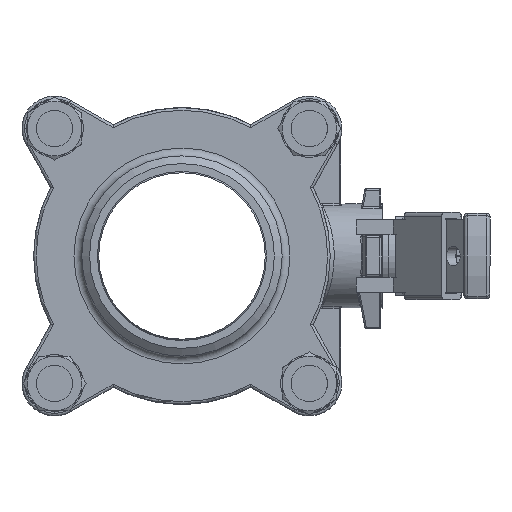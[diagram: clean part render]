
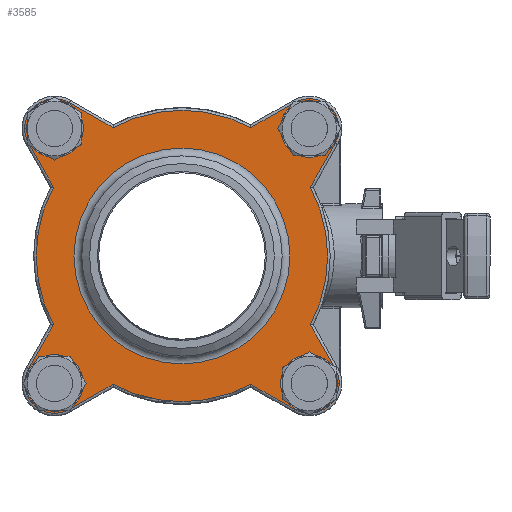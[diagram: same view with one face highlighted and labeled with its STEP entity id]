
A CAD part, front view. The second image highlights one B-rep face of the part: STEP entity #3585.
In plain terms, the highlighted planar face has unit normal (0, -1, 0).
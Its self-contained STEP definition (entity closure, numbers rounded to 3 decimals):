
#3585=ADVANCED_FACE('',(#7170,#7171,#7172,#7173,#7174,#7175),#7176,.T.);
#7170=FACE_BOUND('',#20210,.T.);
#7171=FACE_OUTER_BOUND('',#20211,.T.);
#7172=FACE_BOUND('',#20212,.T.);
#7173=FACE_BOUND('',#20213,.T.);
#7174=FACE_BOUND('',#20214,.T.);
#7175=FACE_BOUND('',#20215,.T.);
#7176=PLANE('',#20216);
#20210=EDGE_LOOP('',(#29727));
#20211=EDGE_LOOP('',(#29728,#29729,#29730,#29731,#29732,#29733,#29734,#29735,#29736,#29737,#29738,#29739,#29740,#29741,#29742,#29743));
#20212=EDGE_LOOP('',(#29744));
#20213=EDGE_LOOP('',(#29745));
#20214=EDGE_LOOP('',(#29746));
#20215=EDGE_LOOP('',(#29747));
#20216=AXIS2_PLACEMENT_3D('',#29748,#29749,#29750);
#29727=ORIENTED_EDGE('',*,*,#35459,.F.);
#29728=ORIENTED_EDGE('',*,*,#35460,.F.);
#29729=ORIENTED_EDGE('',*,*,#35461,.F.);
#29730=ORIENTED_EDGE('',*,*,#35462,.F.);
#29731=ORIENTED_EDGE('',*,*,#35463,.F.);
#29732=ORIENTED_EDGE('',*,*,#35464,.F.);
#29733=ORIENTED_EDGE('',*,*,#35465,.F.);
#29734=ORIENTED_EDGE('',*,*,#35466,.F.);
#29735=ORIENTED_EDGE('',*,*,#35467,.F.);
#29736=ORIENTED_EDGE('',*,*,#35468,.F.);
#29737=ORIENTED_EDGE('',*,*,#35469,.F.);
#29738=ORIENTED_EDGE('',*,*,#35470,.F.);
#29739=ORIENTED_EDGE('',*,*,#35471,.F.);
#29740=ORIENTED_EDGE('',*,*,#35472,.F.);
#29741=ORIENTED_EDGE('',*,*,#35473,.F.);
#29742=ORIENTED_EDGE('',*,*,#35457,.F.);
#29743=ORIENTED_EDGE('',*,*,#35474,.F.);
#29744=ORIENTED_EDGE('',*,*,#35475,.F.);
#29745=ORIENTED_EDGE('',*,*,#35476,.F.);
#29746=ORIENTED_EDGE('',*,*,#35477,.F.);
#29747=ORIENTED_EDGE('',*,*,#35478,.F.);
#29748=CARTESIAN_POINT('',(90.457,-56.5,0.));
#29749=DIRECTION('',(0.,-1.0,0.0));
#29750=DIRECTION('',(0.0,0.0,1.0));
#35457=EDGE_CURVE('',#41419,#41415,#41421,.T.);
#35459=EDGE_CURVE('',#41423,#41423,#41424,.F.);
#35460=EDGE_CURVE('',#41425,#41426,#41427,.T.);
#35461=EDGE_CURVE('',#41428,#41425,#41429,.T.);
#35462=EDGE_CURVE('',#41430,#41428,#41431,.T.);
#35463=EDGE_CURVE('',#41432,#41430,#41433,.T.);
#35464=EDGE_CURVE('',#41434,#41432,#41435,.T.);
#35465=EDGE_CURVE('',#41436,#41434,#41437,.T.);
#35466=EDGE_CURVE('',#41438,#41436,#41439,.T.);
#35467=EDGE_CURVE('',#41440,#41438,#41441,.T.);
#35468=EDGE_CURVE('',#41442,#41440,#41443,.T.);
#35469=EDGE_CURVE('',#41444,#41442,#41445,.T.);
#35470=EDGE_CURVE('',#41446,#41444,#41447,.T.);
#35471=EDGE_CURVE('',#41448,#41446,#41449,.T.);
#35472=EDGE_CURVE('',#41450,#41448,#41451,.T.);
#35473=EDGE_CURVE('',#41415,#41450,#41452,.T.);
#35474=EDGE_CURVE('',#41426,#41419,#41453,.T.);
#35475=EDGE_CURVE('',#41454,#41454,#41455,.T.);
#35476=EDGE_CURVE('',#41456,#41456,#41457,.T.);
#35477=EDGE_CURVE('',#41458,#41458,#41459,.T.);
#35478=EDGE_CURVE('',#41460,#41460,#41461,.T.);
#41415=VERTEX_POINT('',#51335);
#41419=VERTEX_POINT('',#51340);
#41421=LINE('',#51349,#51350);
#41423=VERTEX_POINT('',#51352);
#41424=CIRCLE('',#51353,41.5);
#41425=VERTEX_POINT('',#51354);
#41426=VERTEX_POINT('',#51355);
#41427=LINE('',#51356,#51357);
#41428=VERTEX_POINT('',#51358);
#41429=CIRCLE('',#51359,11.5);
#41430=VERTEX_POINT('',#51360);
#41431=LINE('',#51361,#51362);
#41432=VERTEX_POINT('',#51363);
#41433=CIRCLE('',#51364,56.0);
#41434=VERTEX_POINT('',#51365);
#41435=LINE('',#51366,#51367);
#41436=VERTEX_POINT('',#51368);
#41437=CIRCLE('',#51369,11.5);
#41438=VERTEX_POINT('',#51370);
#41439=LINE('',#51371,#51372);
#41440=VERTEX_POINT('',#51373);
#41441=CIRCLE('',#51374,56.0);
#41442=VERTEX_POINT('',#51375);
#41443=LINE('',#51376,#51377);
#41444=VERTEX_POINT('',#51378);
#41445=CIRCLE('',#51379,11.5);
#41446=VERTEX_POINT('',#51380);
#41447=LINE('',#51381,#51382);
#41448=VERTEX_POINT('',#51383);
#41449=CIRCLE('',#51384,56.0);
#41450=VERTEX_POINT('',#51385);
#41451=LINE('',#51386,#51387);
#41452=CIRCLE('',#51388,11.5);
#41453=CIRCLE('',#51389,56.0);
#41454=VERTEX_POINT('',#51390);
#41455=CIRCLE('',#51391,7.25);
#41456=VERTEX_POINT('',#51392);
#41457=CIRCLE('',#51393,7.25);
#41458=VERTEX_POINT('',#51394);
#41459=CIRCLE('',#51395,7.25);
#41460=VERTEX_POINT('',#51396);
#41461=CIRCLE('',#51397,7.25);
#51335=CARTESIAN_POINT('',(58.95,-56.5,-43.259));
#51340=CARTESIAN_POINT('',(49.35,-56.5,-26.468));
#51349=CARTESIAN_POINT('',(48.073,-56.5,-24.234));
#51350=VECTOR('',#56564,1.0);
#51352=CARTESIAN_POINT('',(0.,-56.5,41.5));
#51353=AXIS2_PLACEMENT_3D('',#56565,#56566,#56567);
#51354=CARTESIAN_POINT('',(58.95,-56.5,43.259));
#51355=CARTESIAN_POINT('',(49.35,-56.5,26.468));
#51356=CARTESIAN_POINT('',(48.073,-56.5,24.234));
#51357=VECTOR('',#56568,1.0);
#51358=CARTESIAN_POINT('',(43.259,-56.5,58.95));
#51359=AXIS2_PLACEMENT_3D('',#56569,#56570,#56571);
#51360=CARTESIAN_POINT('',(26.468,-56.5,49.35));
#51361=CARTESIAN_POINT('',(53.427,-56.5,64.764));
#51362=VECTOR('',#56572,1.0);
#51363=CARTESIAN_POINT('',(-26.468,-56.5,49.35));
#51364=AXIS2_PLACEMENT_3D('',#56573,#56574,#56575);
#51365=CARTESIAN_POINT('',(-43.259,-56.5,58.95));
#51366=CARTESIAN_POINT('',(82.915,-56.5,-13.191));
#51367=VECTOR('',#56576,1.0);
#51368=CARTESIAN_POINT('',(-58.95,-56.5,43.259));
#51369=AXIS2_PLACEMENT_3D('',#56577,#56578,#56579);
#51370=CARTESIAN_POINT('',(-49.35,-56.5,26.468));
#51371=CARTESIAN_POINT('',(-3.5,-56.5,-53.721));
#51372=VECTOR('',#56580,1.0);
#51373=CARTESIAN_POINT('',(-49.35,-56.5,-26.468));
#51374=AXIS2_PLACEMENT_3D('',#56581,#56582,#56583);
#51375=CARTESIAN_POINT('',(-58.95,-56.5,-43.259));
#51376=CARTESIAN_POINT('',(-3.5,-56.5,53.721));
#51377=VECTOR('',#56584,1.0);
#51378=CARTESIAN_POINT('',(-43.259,-56.5,-58.95));
#51379=AXIS2_PLACEMENT_3D('',#56585,#56586,#56587);
#51380=CARTESIAN_POINT('',(-26.468,-56.5,-49.35));
#51381=CARTESIAN_POINT('',(82.915,-56.5,13.191));
#51382=VECTOR('',#56588,1.0);
#51383=CARTESIAN_POINT('',(26.468,-56.5,-49.35));
#51384=AXIS2_PLACEMENT_3D('',#56589,#56590,#56591);
#51385=CARTESIAN_POINT('',(43.259,-56.5,-58.95));
#51386=CARTESIAN_POINT('',(53.427,-56.5,-64.764));
#51387=VECTOR('',#56592,1.0);
#51388=AXIS2_PLACEMENT_3D('',#56593,#56594,#56595);
#51389=AXIS2_PLACEMENT_3D('',#56596,#56597,#56598);
#51390=CARTESIAN_POINT('',(-48.967,-56.5,-56.217));
#51391=AXIS2_PLACEMENT_3D('',#56599,#56600,#56601);
#51392=CARTESIAN_POINT('',(48.967,-56.5,-56.217));
#51393=AXIS2_PLACEMENT_3D('',#56602,#56603,#56604);
#51394=CARTESIAN_POINT('',(48.967,-56.5,41.717));
#51395=AXIS2_PLACEMENT_3D('',#56605,#56606,#56607);
#51396=CARTESIAN_POINT('',(-48.967,-56.5,41.717));
#51397=AXIS2_PLACEMENT_3D('',#56608,#56609,#56610);
#56564=DIRECTION('',(0.496,0.,-0.868));
#56565=CARTESIAN_POINT('',(0.,-56.5,0.));
#56566=DIRECTION('',(0.,1.0,-0.0));
#56567=DIRECTION('',(0.0,0.0,1.0));
#56568=DIRECTION('',(-0.496,0.,-0.868));
#56569=CARTESIAN_POINT('',(48.967,-56.5,48.967));
#56570=DIRECTION('',(0.,1.0,-0.0));
#56571=DIRECTION('',(0.0,0.0,1.0));
#56572=DIRECTION('',(0.868,0.,0.496));
#56573=CARTESIAN_POINT('',(0.,-56.5,0.));
#56574=DIRECTION('',(0.,1.0,-0.0));
#56575=DIRECTION('',(0.0,0.0,1.0));
#56576=DIRECTION('',(0.868,0.,-0.496));
#56577=CARTESIAN_POINT('',(-48.967,-56.5,48.967));
#56578=DIRECTION('',(0.,1.0,-0.0));
#56579=DIRECTION('',(0.0,0.0,1.0));
#56580=DIRECTION('',(-0.496,0.,0.868));
#56581=CARTESIAN_POINT('',(0.,-56.5,0.));
#56582=DIRECTION('',(0.,1.0,-0.0));
#56583=DIRECTION('',(0.0,0.0,1.0));
#56584=DIRECTION('',(0.496,0.,0.868));
#56585=CARTESIAN_POINT('',(-48.967,-56.5,-48.967));
#56586=DIRECTION('',(0.,1.0,-0.0));
#56587=DIRECTION('',(0.0,0.0,1.0));
#56588=DIRECTION('',(-0.868,0.,-0.496));
#56589=CARTESIAN_POINT('',(0.,-56.5,0.));
#56590=DIRECTION('',(0.,1.0,-0.0));
#56591=DIRECTION('',(0.0,0.0,1.0));
#56592=DIRECTION('',(-0.868,0.,0.496));
#56593=CARTESIAN_POINT('',(48.967,-56.5,-48.967));
#56594=DIRECTION('',(0.,1.0,-0.0));
#56595=DIRECTION('',(0.0,0.0,1.0));
#56596=CARTESIAN_POINT('',(0.,-56.5,0.));
#56597=DIRECTION('',(0.,1.0,-0.0));
#56598=DIRECTION('',(0.0,0.0,1.0));
#56599=CARTESIAN_POINT('',(-48.967,-56.5,-48.967));
#56600=DIRECTION('',(0.,-1.0,0.));
#56601=DIRECTION('',(0.,0.,-1.0));
#56602=CARTESIAN_POINT('',(48.967,-56.5,-48.967));
#56603=DIRECTION('',(0.,-1.0,0.));
#56604=DIRECTION('',(0.,0.,-1.0));
#56605=CARTESIAN_POINT('',(48.967,-56.5,48.967));
#56606=DIRECTION('',(0.,-1.0,0.));
#56607=DIRECTION('',(0.,0.,-1.0));
#56608=CARTESIAN_POINT('',(-48.967,-56.5,48.967));
#56609=DIRECTION('',(0.,-1.0,0.));
#56610=DIRECTION('',(0.,0.,-1.0));
